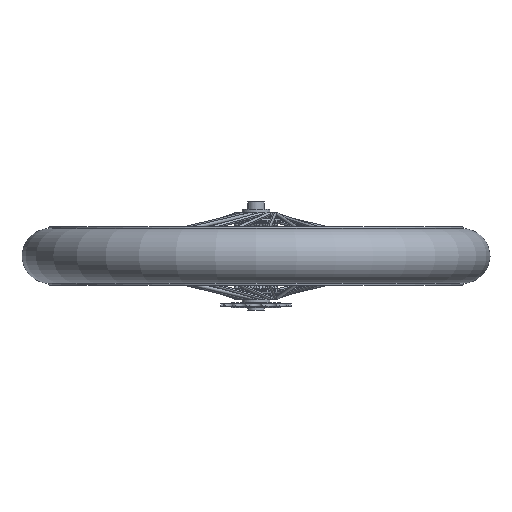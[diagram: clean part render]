
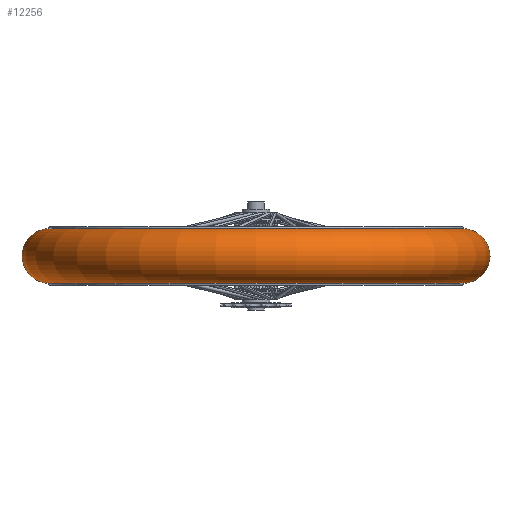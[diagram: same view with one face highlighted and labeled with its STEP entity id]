
A CAD part, front view. The second image highlights one B-rep face of the part: STEP entity #12256.
In plain terms, the highlighted toroidal (fillet/blend) face has major radius 170.255 mm and minor radius 22.5 mm.
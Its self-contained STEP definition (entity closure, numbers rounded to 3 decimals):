
#752 = DIRECTION ( 'NONE',  ( 1., 0., 0. ) ) ;
#824 = VERTEX_POINT ( 'NONE', #3315 ) ;
#1028 = DIRECTION ( 'NONE',  ( 0., 0., 1. ) ) ;
#1610 = CARTESIAN_POINT ( 'NONE',  ( -170.255, 0., 0. ) ) ;
#1736 = ORIENTED_EDGE ( 'NONE', *, *, #17059, .T. ) ;
#2221 = VERTEX_POINT ( 'NONE', #2319 ) ;
#2319 = CARTESIAN_POINT ( 'NONE',  ( 170.255, 0., 22.5 ) ) ;
#3315 = CARTESIAN_POINT ( 'NONE',  ( -170.255, 0., -22.5 ) ) ;
#3665 = DIRECTION ( 'NONE',  ( 0., 0., 1. ) ) ;
#3823 = VERTEX_POINT ( 'NONE', #5221 ) ;
#4564 = EDGE_LOOP ( 'NONE', ( #16042, #1736, #6933, #14250 ) ) ;
#4921 = AXIS2_PLACEMENT_3D ( 'NONE', #1610, #9755, #13741 ) ;
#5221 = CARTESIAN_POINT ( 'NONE',  ( 170.255, 0., -22.5 ) ) ;
#6055 = DIRECTION ( 'NONE',  ( 0., 0., 1. ) ) ;
#6504 = CARTESIAN_POINT ( 'NONE',  ( 0., 0., 0. ) ) ;
#6746 = CARTESIAN_POINT ( 'NONE',  ( 170.255, 0., 0. ) ) ;
#6834 = DIRECTION ( 'NONE',  ( 0., -1., 0. ) ) ;
#6933 = ORIENTED_EDGE ( 'NONE', *, *, #17260, .T. ) ;
#7380 = CIRCLE ( 'NONE', #15592, 22.5 ) ;
#7847 = DIRECTION ( 'NONE',  ( 1., 0., 0. ) ) ;
#7960 = AXIS2_PLACEMENT_3D ( 'NONE', #11752, #3665, #17152 ) ;
#8302 = CIRCLE ( 'NONE', #17102, 170.255 ) ;
#9755 = DIRECTION ( 'NONE',  ( 0., 1., 0. ) ) ;
#9929 = CIRCLE ( 'NONE', #7960, 170.255 ) ;
#11686 = CIRCLE ( 'NONE', #4921, 22.5 ) ;
#11752 = CARTESIAN_POINT ( 'NONE',  ( 0., 0., -22.5 ) ) ;
#12165 = DIRECTION ( 'NONE',  ( 0., 0., -1. ) ) ;
#12256 = ADVANCED_FACE ( 'NONE', ( #13168 ), #15419, .T. ) ;
#13168 = FACE_OUTER_BOUND ( 'NONE', #4564, .T. ) ;
#13462 = AXIS2_PLACEMENT_3D ( 'NONE', #6504, #1028, #7847 ) ;
#13741 = DIRECTION ( 'NONE',  ( -1., 0., 0. ) ) ;
#14250 = ORIENTED_EDGE ( 'NONE', *, *, #14592, .F. ) ;
#14592 = EDGE_CURVE ( 'NONE', #15628, #2221, #8302, .T. ) ;
#14785 = EDGE_CURVE ( 'NONE', #824, #15628, #11686, .T. ) ;
#15419 = TOROIDAL_SURFACE ( 'NONE', #13462, 170.255, 22.5 ) ;
#15537 = CARTESIAN_POINT ( 'NONE',  ( 0., 0., 22.5 ) ) ;
#15592 = AXIS2_PLACEMENT_3D ( 'NONE', #6746, #6834, #12165 ) ;
#15628 = VERTEX_POINT ( 'NONE', #17105 ) ;
#16042 = ORIENTED_EDGE ( 'NONE', *, *, #14785, .F. ) ;
#17059 = EDGE_CURVE ( 'NONE', #824, #3823, #9929, .T. ) ;
#17102 = AXIS2_PLACEMENT_3D ( 'NONE', #15537, #6055, #752 ) ;
#17105 = CARTESIAN_POINT ( 'NONE',  ( -170.255, 0., 22.5 ) ) ;
#17152 = DIRECTION ( 'NONE',  ( 1., 0., 0. ) ) ;
#17260 = EDGE_CURVE ( 'NONE', #3823, #2221, #7380, .T. ) ;
